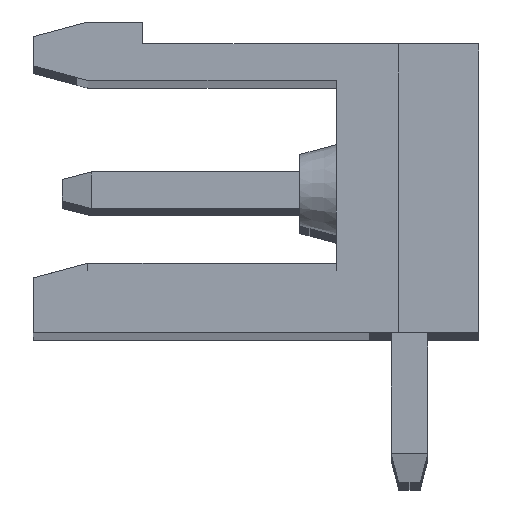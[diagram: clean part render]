
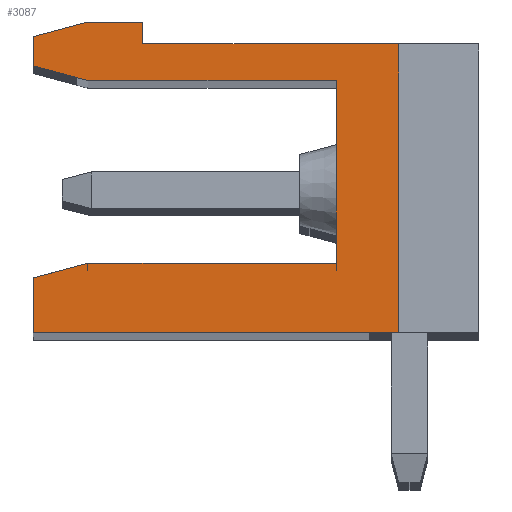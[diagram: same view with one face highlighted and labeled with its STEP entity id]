
A CAD part, top view. The second image highlights one B-rep face of the part: STEP entity #3087.
In plain terms, the highlighted planar face has unit normal (0, 0, 1).
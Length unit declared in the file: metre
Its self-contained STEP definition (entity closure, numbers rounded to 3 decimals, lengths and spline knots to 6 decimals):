
#3087=ADVANCED_FACE('',(#6554),#6555,.F.);
#6554=FACE_OUTER_BOUND('',#10402,.T.);
#6555=PLANE('',#10403);
#10402=EDGE_LOOP('',(#19308,#19309,#19310,#19311,#19312,#19313,#19314,#19315,#19316,#19317,#19318,#19319,#19320));
#10403=AXIS2_PLACEMENT_3D('',#19321,#19322,#19323);
#19308=ORIENTED_EDGE('',*,*,#25953,.T.);
#19309=ORIENTED_EDGE('',*,*,#25955,.T.);
#19310=ORIENTED_EDGE('',*,*,#25956,.T.);
#19311=ORIENTED_EDGE('',*,*,#25957,.T.);
#19312=ORIENTED_EDGE('',*,*,#25958,.T.);
#19313=ORIENTED_EDGE('',*,*,#25959,.T.);
#19314=ORIENTED_EDGE('',*,*,#25960,.T.);
#19315=ORIENTED_EDGE('',*,*,#25961,.F.);
#19316=ORIENTED_EDGE('',*,*,#25962,.F.);
#19317=ORIENTED_EDGE('',*,*,#25963,.F.);
#19318=ORIENTED_EDGE('',*,*,#25964,.F.);
#19319=ORIENTED_EDGE('',*,*,#25965,.F.);
#19320=ORIENTED_EDGE('',*,*,#25966,.T.);
#19321=CARTESIAN_POINT('',(-0.0037,0.0069,1.83324));
#19322=DIRECTION('',(0.0,0.0,-1.0));
#19323=DIRECTION('',(0.0,-1.0,0.0));
#25953=EDGE_CURVE('',#31839,#31914,#31916,.T.);
#25955=EDGE_CURVE('',#31914,#31918,#31919,.T.);
#25956=EDGE_CURVE('',#31918,#31920,#31921,.T.);
#25957=EDGE_CURVE('',#31920,#31922,#31923,.T.);
#25958=EDGE_CURVE('',#31922,#31924,#31925,.T.);
#25959=EDGE_CURVE('',#31924,#31926,#31927,.T.);
#25960=EDGE_CURVE('',#31926,#31928,#31929,.T.);
#25961=EDGE_CURVE('',#31930,#31928,#31931,.T.);
#25962=EDGE_CURVE('',#31932,#31930,#31933,.T.);
#25963=EDGE_CURVE('',#31934,#31932,#31935,.T.);
#25964=EDGE_CURVE('',#31936,#31934,#31937,.T.);
#25965=EDGE_CURVE('',#31938,#31936,#31939,.T.);
#25966=EDGE_CURVE('',#31938,#31839,#31940,.T.);
#31839=VERTEX_POINT('',#40511);
#31914=VERTEX_POINT('',#40628);
#31916=LINE('',#40631,#40632);
#31918=VERTEX_POINT('',#40634);
#31919=LINE('',#40635,#40636);
#31920=VERTEX_POINT('',#40637);
#31921=LINE('',#40638,#40639);
#31922=VERTEX_POINT('',#40640);
#31923=LINE('',#40641,#40642);
#31924=VERTEX_POINT('',#40643);
#31925=LINE('',#40644,#40645);
#31926=VERTEX_POINT('',#40646);
#31927=LINE('',#40647,#40648);
#31928=VERTEX_POINT('',#40649);
#31929=LINE('',#40650,#40651);
#31930=VERTEX_POINT('',#40652);
#31931=LINE('',#40653,#40654);
#31932=VERTEX_POINT('',#40655);
#31933=LINE('',#40656,#40657);
#31934=VERTEX_POINT('',#40658);
#31935=LINE('',#40659,#40660);
#31936=VERTEX_POINT('',#40661);
#31937=LINE('',#40662,#40663);
#31938=VERTEX_POINT('',#40664);
#31939=LINE('',#40665,#40666);
#31940=LINE('',#40667,#40668);
#40511=CARTESIAN_POINT('',(-0.012,0.,1.83324));
#40628=CARTESIAN_POINT('',(-0.002,0.,1.83324));
#40631=CARTESIAN_POINT('',(-0.012,0.,1.83324));
#40632=VECTOR('',#45041,1.0);
#40634=CARTESIAN_POINT('',(-0.002,0.0079,1.83324));
#40635=CARTESIAN_POINT('',(-0.002,0.0079,1.83324));
#40636=VECTOR('',#45042,1.0);
#40637=CARTESIAN_POINT('',(-0.009,0.0079,1.83324));
#40638=CARTESIAN_POINT('',(-0.0022,0.0079,1.83324));
#40639=VECTOR('',#45043,1.0);
#40640=CARTESIAN_POINT('',(-0.009,0.0085,1.83324));
#40641=CARTESIAN_POINT('',(-0.009,0.0081,1.83324));
#40642=VECTOR('',#45044,1.0);
#40643=CARTESIAN_POINT('',(-0.010507,0.0085,1.83324));
#40644=CARTESIAN_POINT('',(-0.009,0.0085,1.83324));
#40645=VECTOR('',#45045,1.0);
#40646=CARTESIAN_POINT('',(-0.012,0.0081,1.83324));
#40647=CARTESIAN_POINT('',(-0.010507,0.0085,1.83324));
#40648=VECTOR('',#45046,1.0);
#40649=CARTESIAN_POINT('',(-0.012,0.0073,1.83324));
#40650=CARTESIAN_POINT('',(-0.012,0.0082,1.83324));
#40651=VECTOR('',#45047,1.0);
#40652=CARTESIAN_POINT('',(-0.010507,0.0069,1.83324));
#40653=CARTESIAN_POINT('',(-0.012,0.0073,1.83324));
#40654=VECTOR('',#45048,1.0);
#40655=CARTESIAN_POINT('',(-0.0037,0.0069,1.83324));
#40656=CARTESIAN_POINT('',(-0.010507,0.0069,1.83324));
#40657=VECTOR('',#45049,1.0);
#40658=CARTESIAN_POINT('',(-0.0037,0.0019,1.83324));
#40659=CARTESIAN_POINT('',(-0.0037,0.0069,1.83324));
#40660=VECTOR('',#45050,1.0);
#40661=CARTESIAN_POINT('',(-0.0105,0.0019,1.83324));
#40662=CARTESIAN_POINT('',(-0.0037,0.0019,1.83324));
#40663=VECTOR('',#45051,1.0);
#40664=CARTESIAN_POINT('',(-0.012,0.001498,1.83324));
#40665=CARTESIAN_POINT('',(-0.0105,0.0019,1.83324));
#40666=VECTOR('',#45052,1.0);
#40667=CARTESIAN_POINT('',(-0.012,0.0082,1.83324));
#40668=VECTOR('',#45053,1.0);
#45041=DIRECTION('',(1.0,0.0,0.0));
#45042=DIRECTION('',(0.0,1.0,0.0));
#45043=DIRECTION('',(-1.0,0.0,0.0));
#45044=DIRECTION('',(0.,1.0,0.0));
#45045=DIRECTION('',(-1.0,0.0,0.0));
#45046=DIRECTION('',(-0.966,-0.259,0.0));
#45047=DIRECTION('',(0.0,-1.0,0.0));
#45048=DIRECTION('',(-0.966,0.259,0.0));
#45049=DIRECTION('',(-1.0,0.0,0.0));
#45050=DIRECTION('',(0.,1.0,0.0));
#45051=DIRECTION('',(1.0,0.0,0.0));
#45052=DIRECTION('',(0.966,0.259,0.0));
#45053=DIRECTION('',(0.0,-1.0,0.0));
